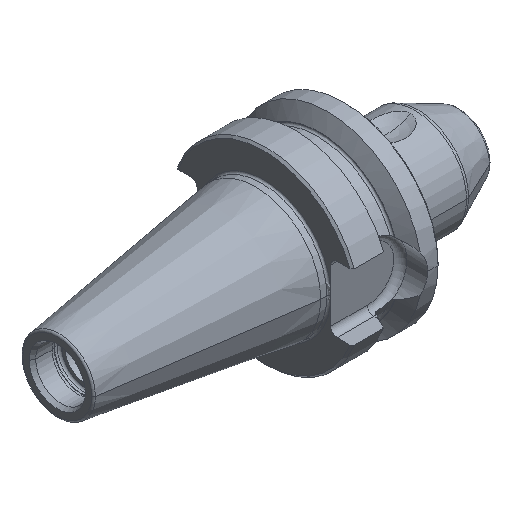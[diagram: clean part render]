
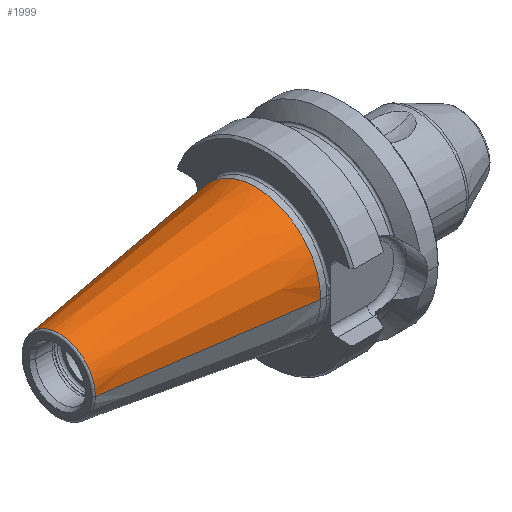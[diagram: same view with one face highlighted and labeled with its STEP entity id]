
A CAD part, isometric view. The second image highlights one B-rep face of the part: STEP entity #1999.
In plain terms, the highlighted conical face has half-angle 8.297 degrees and reference radius 12.377 mm.
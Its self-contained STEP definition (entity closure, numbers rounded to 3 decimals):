
#394=CARTESIAN_POINT('',(-47.972,0.,0.));
#395=DIRECTION('',(-1.,0.,0.));
#396=DIRECTION('',(0.,-1.,0.));
#397=AXIS2_PLACEMENT_3D('',#394,#395,#396);
#399=DIRECTION('',(0.99,0.144,0.));
#400=VECTOR('',#399,48.48);
#401=CARTESIAN_POINT('',(-47.972,8.879,
0.));
#402=LINE('',#401,#400);
#403=DIRECTION('',(0.99,-0.144,0.));
#404=VECTOR('',#403,48.48);
#405=CARTESIAN_POINT('',(-47.972,-8.879,
0.));
#406=LINE('',#405,#404);
#465=CARTESIAN_POINT('',(0.,0.,0.));
#466=DIRECTION('',(-1.,0.,0.));
#467=DIRECTION('',(0.,-1.,0.));
#468=AXIS2_PLACEMENT_3D('',#465,#466,#467);
#1265=CARTESIAN_POINT('',(0.,15.875,0.));
#1266=CARTESIAN_POINT('',(0.,-15.875,0.));
#1267=VERTEX_POINT('',#1265);
#1268=VERTEX_POINT('',#1266);
#1273=CARTESIAN_POINT('',(-47.972,8.879,0.));
#1274=CARTESIAN_POINT('',(-47.972,-8.879,0.));
#1275=VERTEX_POINT('',#1273);
#1276=VERTEX_POINT('',#1274);
#1985=CARTESIAN_POINT('',(-23.986,0.,0.));
#1986=DIRECTION('',(1.,0.,0.));
#1987=DIRECTION('',(0.,-1.,0.));
#1988=AXIS2_PLACEMENT_3D('',#1985,#1986,#1987);
#1989=CONICAL_SURFACE('',#1988,12.377,8.297);
#1990=ORIENTED_EDGE('',*,*,#1979,.T.);
#1992=ORIENTED_EDGE('',*,*,#1991,.T.);
#1994=ORIENTED_EDGE('',*,*,#1993,.F.);
#1996=ORIENTED_EDGE('',*,*,#1995,.F.);
#1997=EDGE_LOOP('',(#1990,#1992,#1994,#1996));
#1998=FACE_OUTER_BOUND('',#1997,.F.);
#1999=ADVANCED_FACE('',(#1998),#1989,.T.);
#398=CIRCLE('',#397,8.879);
#469=CIRCLE('',#468,15.875);
#1979=EDGE_CURVE('',#1276,#1275,#398,.T.);
#1991=EDGE_CURVE('',#1275,#1267,#402,.T.);
#1993=EDGE_CURVE('',#1268,#1267,#469,.T.);
#1995=EDGE_CURVE('',#1276,#1268,#406,.T.);
